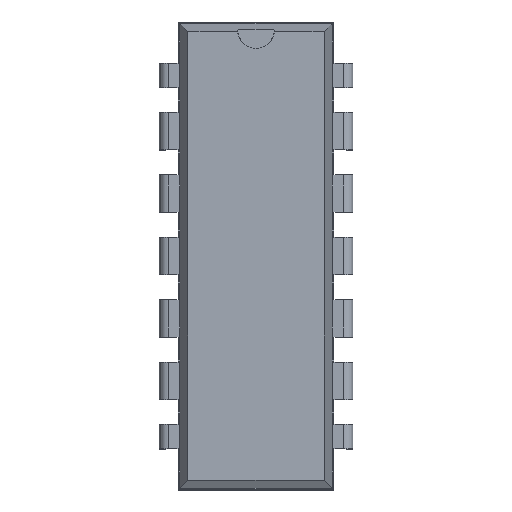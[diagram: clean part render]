
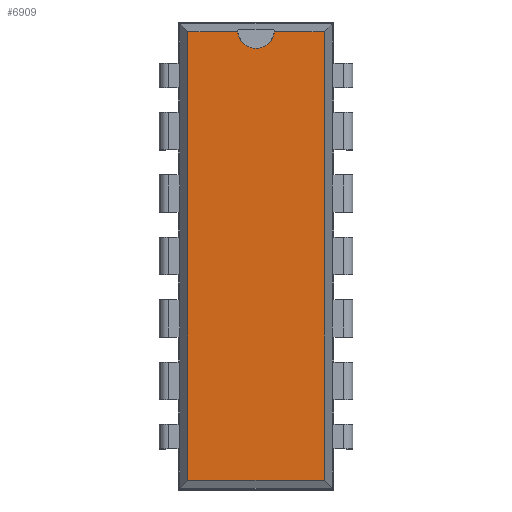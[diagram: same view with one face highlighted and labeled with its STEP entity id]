
A CAD part, top view. The second image highlights one B-rep face of the part: STEP entity #6909.
In plain terms, the highlighted planar face has unit normal (0, 0, 1).
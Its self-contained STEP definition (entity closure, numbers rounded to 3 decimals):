
#3776 = VERTEX_POINT('',#3777);
#3777 = CARTESIAN_POINT('',(6.586,1.506,3.68));
#3782 = EDGE_CURVE('',#3783,#3776,#3785,.T.);
#3783 = VERTEX_POINT('',#3784);
#3784 = CARTESIAN_POINT('',(6.586,-16.746,3.68));
#3785 = LINE('',#3786,#3787);
#3786 = CARTESIAN_POINT('',(6.586,-16.746,3.68));
#3787 = VECTOR('',#3788,1.);
#3788 = DIRECTION('',(0.,1.,0.));
#5142 = VERTEX_POINT('',#5143);
#5143 = CARTESIAN_POINT('',(1.034,1.506,3.68));
#5148 = EDGE_CURVE('',#5149,#5142,#5151,.T.);
#5149 = VERTEX_POINT('',#5150);
#5150 = CARTESIAN_POINT('',(3.064,1.506,3.68));
#5151 = LINE('',#5152,#5153);
#5152 = CARTESIAN_POINT('',(6.586,1.506,3.68));
#5153 = VECTOR('',#5154,1.);
#5154 = DIRECTION('',(-1.,0.,0.));
#5369 = VERTEX_POINT('',#5370);
#5370 = CARTESIAN_POINT('',(4.556,1.506,3.68));
#5474 = EDGE_CURVE('',#3776,#5369,#5475,.T.);
#5475 = LINE('',#5476,#5477);
#5476 = CARTESIAN_POINT('',(6.586,1.506,3.68));
#5477 = VECTOR('',#5478,1.);
#5478 = DIRECTION('',(-1.,0.,0.));
#5539 = VERTEX_POINT('',#5540);
#5540 = CARTESIAN_POINT('',(1.034,-16.746,3.68));
#5545 = EDGE_CURVE('',#5142,#5539,#5546,.T.);
#5546 = LINE('',#5547,#5548);
#5547 = CARTESIAN_POINT('',(1.034,1.506,3.68));
#5548 = VECTOR('',#5549,1.);
#5549 = DIRECTION('',(0.,-1.,0.));
#6898 = EDGE_CURVE('',#5539,#3783,#6899,.T.);
#6899 = LINE('',#6900,#6901);
#6900 = CARTESIAN_POINT('',(1.034,-16.746,3.68));
#6901 = VECTOR('',#6902,1.);
#6902 = DIRECTION('',(1.,0.,0.));
#6909 = ADVANCED_FACE('',(#6910),#6933,.F.);
#6910 = FACE_BOUND('',#6911,.F.);
#6911 = EDGE_LOOP('',(#6912,#6913,#6914,#6915,#6916,#6925,#6932));
#6912 = ORIENTED_EDGE('',*,*,#3782,.F.);
#6913 = ORIENTED_EDGE('',*,*,#6898,.F.);
#6914 = ORIENTED_EDGE('',*,*,#5545,.F.);
#6915 = ORIENTED_EDGE('',*,*,#5148,.F.);
#6916 = ORIENTED_EDGE('',*,*,#6917,.F.);
#6917 = EDGE_CURVE('',#6918,#5149,#6920,.T.);
#6918 = VERTEX_POINT('',#6919);
#6919 = CARTESIAN_POINT('',(3.81,0.831,3.68));
#6920 = CIRCLE('',#6921,0.75);
#6921 = AXIS2_PLACEMENT_3D('',#6922,#6923,#6924);
#6922 = CARTESIAN_POINT('',(3.81,1.581,3.68));
#6923 = DIRECTION('',(0.,0.,-1.));
#6924 = DIRECTION('',(0.,-1.,0.));
#6925 = ORIENTED_EDGE('',*,*,#6926,.F.);
#6926 = EDGE_CURVE('',#5369,#6918,#6927,.T.);
#6927 = CIRCLE('',#6928,0.75);
#6928 = AXIS2_PLACEMENT_3D('',#6929,#6930,#6931);
#6929 = CARTESIAN_POINT('',(3.81,1.581,3.68));
#6930 = DIRECTION('',(0.,0.,-1.));
#6931 = DIRECTION('',(0.,-1.,0.));
#6932 = ORIENTED_EDGE('',*,*,#5474,.F.);
#6933 = PLANE('',#6934);
#6934 = AXIS2_PLACEMENT_3D('',#6935,#6936,#6937);
#6935 = CARTESIAN_POINT('',(6.586,-16.746,3.68));
#6936 = DIRECTION('',(0.,0.,-1.));
#6937 = DIRECTION('',(-0.291,0.957,0.));
